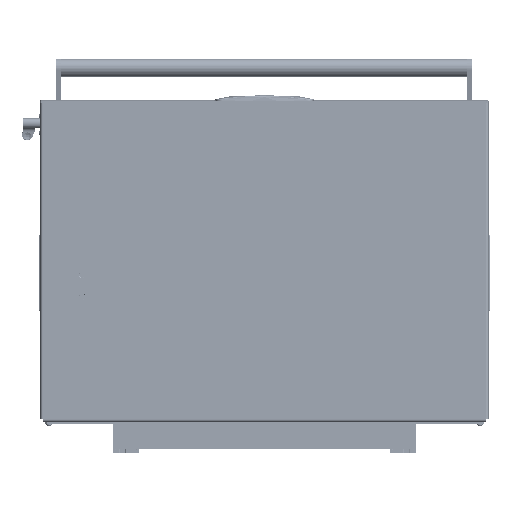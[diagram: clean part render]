
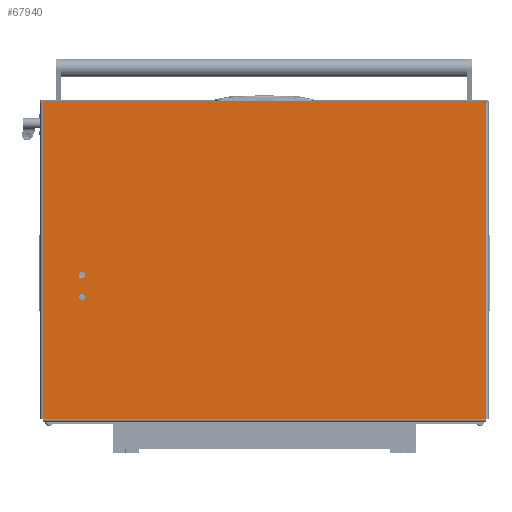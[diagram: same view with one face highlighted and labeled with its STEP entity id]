
A CAD part, front view. The second image highlights one B-rep face of the part: STEP entity #67940.
In plain terms, the highlighted face is planar.
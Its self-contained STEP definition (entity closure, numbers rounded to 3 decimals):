
#643 = VERTEX_POINT ( 'NONE', #106705 ) ;
#2067 = LINE ( 'NONE', #68783, #116913 ) ;
#3507 = ORIENTED_EDGE ( 'NONE', *, *, #50154, .F. ) ;
#10254 = VERTEX_POINT ( 'NONE', #103886 ) ;
#11870 = DIRECTION ( 'NONE',  ( -1., 0., 0. ) ) ;
#12363 = VERTEX_POINT ( 'NONE', #68879 ) ;
#12896 = FACE_BOUND ( 'NONE', #46552, .T. ) ;
#13566 = CARTESIAN_POINT ( 'NONE',  ( 0., 0., 0. ) ) ;
#20025 = DIRECTION ( 'NONE',  ( -1., 0., 0. ) ) ;
#20221 = VECTOR ( 'NONE', #11870, 1000. ) ;
#21184 = EDGE_CURVE ( 'NONE', #73551, #128814, #105607, .T. ) ;
#21574 = ORIENTED_EDGE ( 'NONE', *, *, #127868, .F. ) ;
#22788 = LINE ( 'NONE', #25604, #88505 ) ;
#22837 = DIRECTION ( 'NONE',  ( 0., 0., -1. ) ) ;
#24224 = DIRECTION ( 'NONE',  ( -1., 0., 0. ) ) ;
#25301 = ORIENTED_EDGE ( 'NONE', *, *, #96303, .F. ) ;
#25342 = ORIENTED_EDGE ( 'NONE', *, *, #83914, .T. ) ;
#25361 = CIRCLE ( 'NONE', #109253, 5.2 ) ;
#25604 = CARTESIAN_POINT ( 'NONE',  ( 0., 708., 0. ) ) ;
#26227 = EDGE_CURVE ( 'NONE', #70173, #124079, #22788, .T. ) ;
#29806 = AXIS2_PLACEMENT_3D ( 'NONE', #73309, #137162, #20025 ) ;
#29974 = AXIS2_PLACEMENT_3D ( 'NONE', #108248, #99672, #76987 ) ;
#30188 = ORIENTED_EDGE ( 'NONE', *, *, #21184, .T. ) ;
#32066 = PLANE ( 'NONE',  #107961 ) ;
#33524 = VERTEX_POINT ( 'NONE', #88131 ) ;
#34578 = CARTESIAN_POINT ( 'NONE',  ( 280.2, 645., 0. ) ) ;
#36414 = CARTESIAN_POINT ( 'NONE',  ( 0., 0., 0. ) ) ;
#40684 = VERTEX_POINT ( 'NONE', #111842 ) ;
#41395 = ORIENTED_EDGE ( 'NONE', *, *, #96765, .F. ) ;
#42926 = DIRECTION ( 'NONE',  ( 0., 0., -1. ) ) ;
#43520 = DIRECTION ( 'NONE',  ( 0., 0., -1. ) ) ;
#44377 = DIRECTION ( 'NONE',  ( 0., 1., 0. ) ) ;
#46552 = EDGE_LOOP ( 'NONE', ( #41395, #25301 ) ) ;
#47537 = DIRECTION ( 'NONE',  ( 1., 0., 0. ) ) ;
#50154 = EDGE_CURVE ( 'NONE', #643, #93834, #73049, .T. ) ;
#54268 = CARTESIAN_POINT ( 'NONE',  ( 275., 645., 0. ) ) ;
#56136 = FACE_OUTER_BOUND ( 'NONE', #115681, .T. ) ;
#56261 = DIRECTION ( 'NONE',  ( -1., 0., 0. ) ) ;
#56437 = LINE ( 'NONE', #57866, #138546 ) ;
#56716 = CARTESIAN_POINT ( 'NONE',  ( 506., 0., 0. ) ) ;
#57277 = EDGE_CURVE ( 'NONE', #111177, #71559, #57516, .T. ) ;
#57516 = LINE ( 'NONE', #13566, #99648 ) ;
#57642 = CARTESIAN_POINT ( 'NONE',  ( 0., -4., 0. ) ) ;
#57866 = CARTESIAN_POINT ( 'NONE',  ( -2., -4., 0. ) ) ;
#59994 = CIRCLE ( 'NONE', #91764, 5.2 ) ;
#64378 = DIRECTION ( 'NONE',  ( 0., -1., 0. ) ) ;
#64445 = ORIENTED_EDGE ( 'NONE', *, *, #91573, .T. ) ;
#65578 = CARTESIAN_POINT ( 'NONE',  ( 310., 645., 0. ) ) ;
#66867 = DIRECTION ( 'NONE',  ( -1., 0., 0. ) ) ;
#67940 = ADVANCED_FACE ( 'NONE', ( #120056, #12896, #56136 ), #32066, .T. ) ;
#68310 = CARTESIAN_POINT ( 'NONE',  ( 0., 710., 0. ) ) ;
#68736 = EDGE_CURVE ( 'NONE', #10254, #111177, #78273, .T. ) ;
#68783 = CARTESIAN_POINT ( 'NONE',  ( 0., -4., 0. ) ) ;
#68879 = CARTESIAN_POINT ( 'NONE',  ( 304.8, 645., 0. ) ) ;
#68937 = ORIENTED_EDGE ( 'NONE', *, *, #57277, .F. ) ;
#70173 = VERTEX_POINT ( 'NONE', #74660 ) ;
#71028 = CARTESIAN_POINT ( 'NONE',  ( 0., 708., 0. ) ) ;
#71559 = VERTEX_POINT ( 'NONE', #56716 ) ;
#73049 = CIRCLE ( 'NONE', #29974, 5.2 ) ;
#73309 = CARTESIAN_POINT ( 'NONE',  ( 310., 645., 0. ) ) ;
#73551 = VERTEX_POINT ( 'NONE', #98250 ) ;
#74660 = CARTESIAN_POINT ( 'NONE',  ( 506., 708., 0. ) ) ;
#76987 = DIRECTION ( 'NONE',  ( -1., 0., 0. ) ) ;
#78273 = LINE ( 'NONE', #57642, #93506 ) ;
#81759 = ORIENTED_EDGE ( 'NONE', *, *, #26227, .F. ) ;
#83914 = EDGE_CURVE ( 'NONE', #70173, #71559, #107691, .T. ) ;
#84286 = CARTESIAN_POINT ( 'NONE',  ( 506., 708., 0. ) ) ;
#86736 = CARTESIAN_POINT ( 'NONE',  ( 0., 708., 0. ) ) ;
#88131 = CARTESIAN_POINT ( 'NONE',  ( -2., -2., 0. ) ) ;
#88505 = VECTOR ( 'NONE', #24224, 1000. ) ;
#91498 = EDGE_LOOP ( 'NONE', ( #3507, #107168 ) ) ;
#91573 = EDGE_CURVE ( 'NONE', #10254, #33524, #121165, .T. ) ;
#91764 = AXIS2_PLACEMENT_3D ( 'NONE', #54268, #42926, #109671 ) ;
#93506 = VECTOR ( 'NONE', #110924, 1000. ) ;
#93834 = VERTEX_POINT ( 'NONE', #34578 ) ;
#94272 = DIRECTION ( 'NONE',  ( 1., 0., 0. ) ) ;
#96303 = EDGE_CURVE ( 'NONE', #40684, #12363, #120359, .T. ) ;
#96765 = EDGE_CURVE ( 'NONE', #12363, #40684, #25361, .T. ) ;
#98250 = CARTESIAN_POINT ( 'NONE',  ( -2., 710., 0. ) ) ;
#99648 = VECTOR ( 'NONE', #47537, 1000. ) ;
#99672 = DIRECTION ( 'NONE',  ( 0., 0., -1. ) ) ;
#103886 = CARTESIAN_POINT ( 'NONE',  ( 0., -2., 0. ) ) ;
#104924 = CARTESIAN_POINT ( 'NONE',  ( 0., 710., 0. ) ) ;
#105607 = LINE ( 'NONE', #104924, #107306 ) ;
#106705 = CARTESIAN_POINT ( 'NONE',  ( 269.8, 645., 0. ) ) ;
#107168 = ORIENTED_EDGE ( 'NONE', *, *, #140069, .F. ) ;
#107306 = VECTOR ( 'NONE', #94272, 1000. ) ;
#107691 = LINE ( 'NONE', #84286, #108101 ) ;
#107961 = AXIS2_PLACEMENT_3D ( 'NONE', #86736, #22837, #66867 ) ;
#108101 = VECTOR ( 'NONE', #64378, 1000. ) ;
#108248 = CARTESIAN_POINT ( 'NONE',  ( 275., 645., 0. ) ) ;
#108549 = EDGE_CURVE ( 'NONE', #33524, #73551, #56437, .T. ) ;
#109253 = AXIS2_PLACEMENT_3D ( 'NONE', #65578, #43520, #56261 ) ;
#109671 = DIRECTION ( 'NONE',  ( -1., 0., 0. ) ) ;
#110924 = DIRECTION ( 'NONE',  ( 0., 1., 0. ) ) ;
#111177 = VERTEX_POINT ( 'NONE', #36414 ) ;
#111739 = ORIENTED_EDGE ( 'NONE', *, *, #108549, .T. ) ;
#111842 = CARTESIAN_POINT ( 'NONE',  ( 315.2, 645., 0. ) ) ;
#115681 = EDGE_LOOP ( 'NONE', ( #122014, #64445, #111739, #30188, #21574, #81759, #25342, #68937 ) ) ;
#116913 = VECTOR ( 'NONE', #122008, 1000. ) ;
#119077 = CARTESIAN_POINT ( 'NONE',  ( 0., -2., 0. ) ) ;
#120056 = FACE_BOUND ( 'NONE', #91498, .T. ) ;
#120359 = CIRCLE ( 'NONE', #29806, 5.2 ) ;
#121165 = LINE ( 'NONE', #119077, #20221 ) ;
#122008 = DIRECTION ( 'NONE',  ( 0., 1., 0. ) ) ;
#122014 = ORIENTED_EDGE ( 'NONE', *, *, #68736, .F. ) ;
#124079 = VERTEX_POINT ( 'NONE', #71028 ) ;
#127868 = EDGE_CURVE ( 'NONE', #124079, #128814, #2067, .T. ) ;
#128814 = VERTEX_POINT ( 'NONE', #68310 ) ;
#137162 = DIRECTION ( 'NONE',  ( 0., 0., -1. ) ) ;
#138546 = VECTOR ( 'NONE', #44377, 1000. ) ;
#140069 = EDGE_CURVE ( 'NONE', #93834, #643, #59994, .T. ) ;
